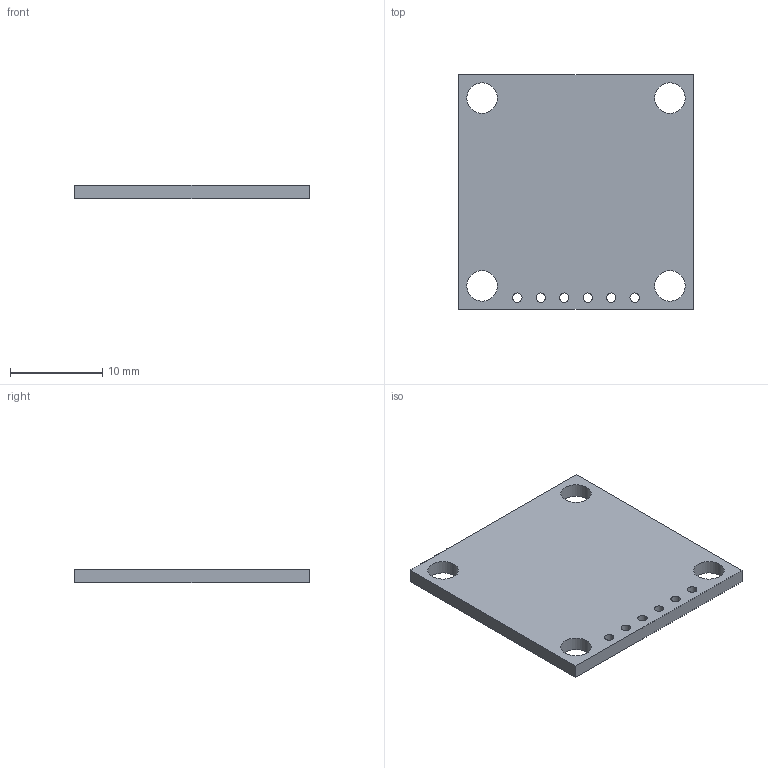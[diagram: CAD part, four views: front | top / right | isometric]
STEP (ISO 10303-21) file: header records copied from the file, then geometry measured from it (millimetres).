
FILE_DESCRIPTION(('KiCad electronic assembly'),'2;1');
FILE_NAME('Optical_Tracking_Odometry_Sensor.step', '2025-05-31T10:05:14',('Pcbnew'),('Kicad'), 'Open CASCADE STEP processor 7.8','KiCad to STEP converter','Unknown' );
FILE_SCHEMA(('AUTOMOTIVE_DESIGN { 1 0 10303 214 1 1 1 1 }'));
Length unit declared in the file: millimetre
Products named in the file (2): Optical_Tracking_Odometry_Sensor 1; Optical_Tracking_Odometry_Sensor_PCB
Assembly tree (1 placements, depth 2):
  Optical_Tracking_Odometry_Sensor 1
    Optical_Tracking_Odometry_Sensor_PCB
Bounding box: 25.4 x 25.4 x 1.51 mm (x, y, z)
Volume: 915.1 mm3; surface area: 1457.1 mm2
Topology: 1 solids, 1 shells, 16 faces, 42 edges, 28 vertices
Faces by surface type: cylinder 10, plane 6
Full cylindrical faces by diameter (mm): 1.016 x6, 3.302 x4
Entity records: 583 total; most frequent: DIRECTION 98, CARTESIAN_POINT 88, ORIENTED_EDGE 84, EDGE_CURVE 42, AXIS2_PLACEMENT_3D 38, FACE_BOUND 36, EDGE_LOOP 36, VERTEX_POINT 28
